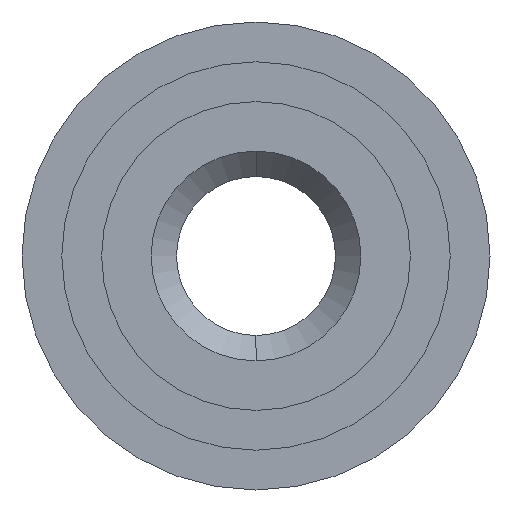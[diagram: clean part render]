
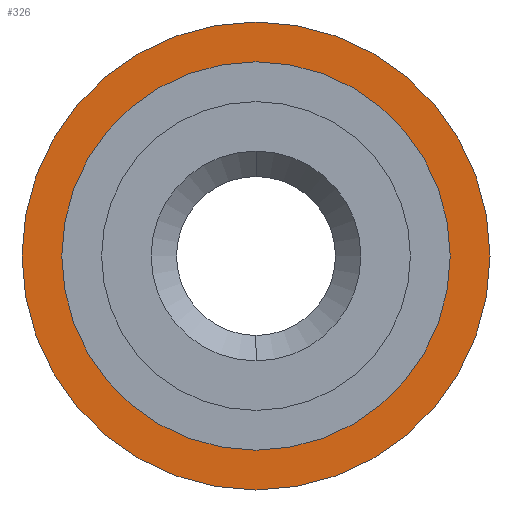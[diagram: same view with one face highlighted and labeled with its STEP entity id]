
A CAD part, left-side view. The second image highlights one B-rep face of the part: STEP entity #326.
In plain terms, the highlighted planar face has unit normal (-1, 0, 0).
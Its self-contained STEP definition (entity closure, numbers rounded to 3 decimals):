
#222=CARTESIAN_POINT('POINT1428',(0.762,0.,
   2.635));
#223=VERTEX_POINT('VERTEX1428',#222);
#230=CARTESIAN_POINT('POINT1429',(0.762,0.,
   -2.635));
#231=VERTEX_POINT('VERTEX1429',#230);
#232=CARTESIAN_POINT('POS2035',(0.762,0.,
   0.));
#233=DIRECTION('DIR3146',(1.,0.,0.));
#234=DIRECTION('DIR3147',(0.,0.,1.));
#235=AXIS2_PLACEMENT_3D('AXIS1112',#232,#233,#234);
#236=CIRCLE('ELLIPSE530',#235,2.635);
#237=EDGE_CURVE('EDGE2212',#231,#223,#236,.T.);
#257=EDGE_CURVE('EDGE2214',#223,#231,#236,.T.);
#302=ORIENTED_EDGE('COEDGE4433',*,*,#257,.T.);
#303=ORIENTED_EDGE('COEDGE4434',*,*,#237,.T.);
#304=EDGE_LOOP('NONE',(#302,#303));
#305=FACE_BOUND('LOOP1',#304,.T.);
#306=CARTESIAN_POINT('POINT1432',(0.762,
   0.,3.175));
#307=VERTEX_POINT('VERTEX1432',#306);
#308=CARTESIAN_POINT('POINT1433',(0.762,
   0.,-3.175));
#309=VERTEX_POINT('VERTEX1433',#308);
#310=CARTESIAN_POINT('POS2042',(0.762,0.,0.
   ));
#311=DIRECTION('DIR3157',(1.,0.,0.));
#312=DIRECTION('DIR3158',(0.,0.,
   1.));
#313=AXIS2_PLACEMENT_3D('AXIS1116',#310,#311,#312);
#314=CIRCLE('ELLIPSE532',#313,3.175);
#315=EDGE_CURVE('EDGE2219',#307,#309,#314,.T.);
#316=ORIENTED_EDGE('COEDGE4435',*,*,#315,.F.);
#317=EDGE_CURVE('EDGE2220',#309,#307,#314,.T.);
#318=ORIENTED_EDGE('COEDGE4436',*,*,#317,.F.);
#319=EDGE_LOOP('NONE',(#316,#318));
#320=FACE_BOUND('LOOP1',#319,.T.);
#321=CARTESIAN_POINT('POS2043',(0.762,0.,
   1.588));
#322=DIRECTION('DIR3159',(-1.,0.,0.));
#323=DIRECTION('DIR3160',(0.,1.,0.));
#324=AXIS2_PLACEMENT_3D('AXIS1117',#321,#322,#323);
#325=PLANE('PLANE377',#324);
#326=ADVANCED_FACE('FACE1014',(#305,#320),#325,.T.);
